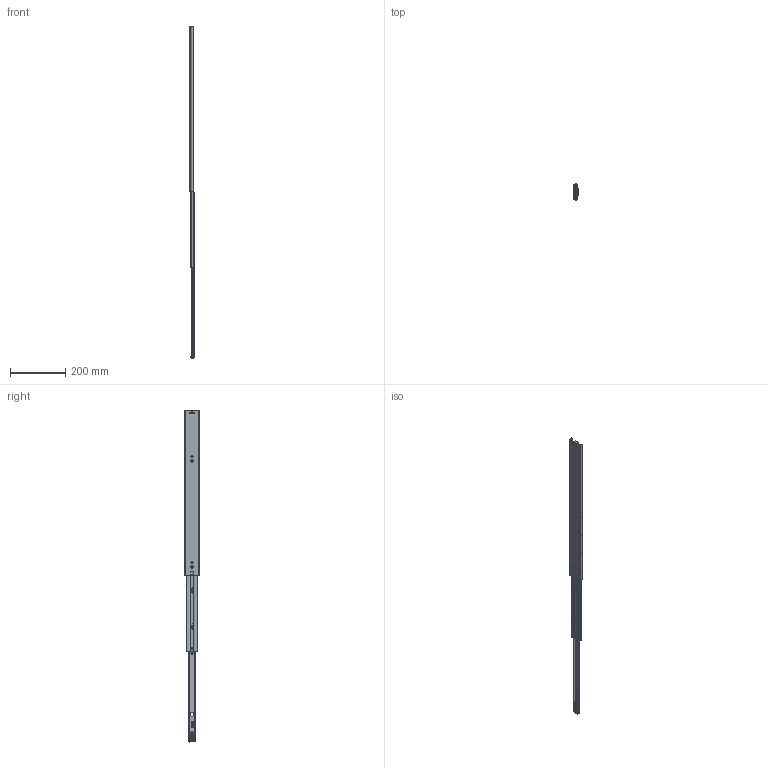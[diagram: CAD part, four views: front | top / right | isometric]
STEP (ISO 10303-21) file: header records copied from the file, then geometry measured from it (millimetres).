
FILE_DESCRIPTION(/* description */ ('Vollauszug Serie 037 "Würth" 600x602'),/* implementation_level */ '2;1');
FILE_NAME(/* name */ '07000062005.stp',/* time_stamp */ '2020-06-19T15:42:20+02:00',/* author */ ('Dennis Bruder'),/* organization */ (''),/* preprocessor_version */ 'ST-DEVELOPER v18',/* originating_system */ 'Autodesk Inventor 2020',/* authorisation */ '');
FILE_SCHEMA (('AUTOMOTIVE_DESIGN { 1 0 10303 214 3 1 1 }'));
Products named in the file (1): 07000062005
Bounding box: 17.35 x 57.39 x 1202 mm (x, y, z)
Volume: 236146 mm3; surface area: 311130.7 mm2
Topology: 88 solids, 88 shells, 4026 faces, 12179 edges, 8142 vertices
Faces by surface type: plane 1895, cylinder 963, cone 584, torus 257, bspline 249, sphere 78
Full cylindrical faces by diameter (mm): 1 x8, 3.5 x2, 4.5 x8, 4.6 x7, 5 x4, 5.9 x3, 6 x4, 8 x6, 8.2 x2, 14 x1
Entity records: 157175 total; most frequent: CARTESIAN_POINT 48919, ORIENTED_EDGE 24042, DIRECTION 19398, EDGE_CURVE 12021, VERTEX_POINT 8142, AXIS2_PLACEMENT_3D 6736, LINE 5926, VECTOR 5926
